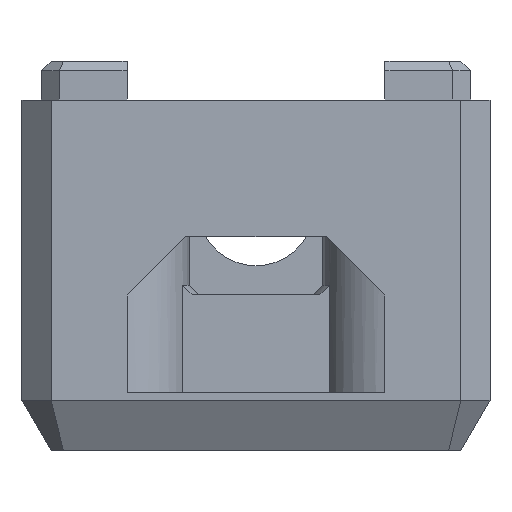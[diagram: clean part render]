
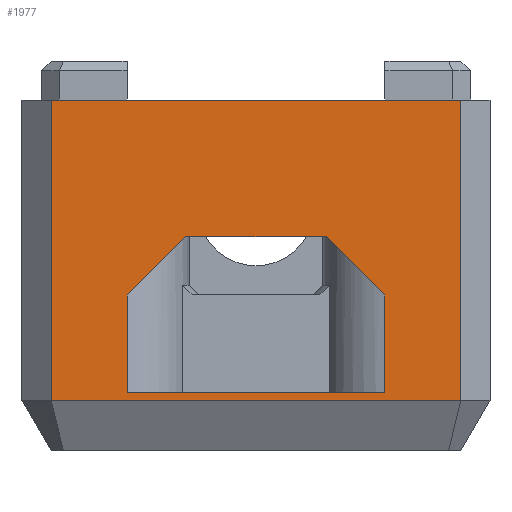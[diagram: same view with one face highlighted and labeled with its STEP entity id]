
A CAD part, front view. The second image highlights one B-rep face of the part: STEP entity #1977.
In plain terms, the highlighted planar face has unit normal (0, -1, 0).
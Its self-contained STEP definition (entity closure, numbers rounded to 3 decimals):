
#30=FACE_BOUND('',#340,.T.);
#121=PLANE('',#2118);
#227=FACE_OUTER_BOUND('',#339,.T.);
#339=EDGE_LOOP('',(#1849,#1850,#1851,#1852));
#340=EDGE_LOOP('',(#1853,#1854,#1855,#1856,#1857,#1858));
#429=LINE('',#2815,#680);
#464=LINE('',#2888,#715);
#468=LINE('',#2895,#719);
#469=LINE('',#2898,#720);
#516=LINE('',#3034,#767);
#517=LINE('',#3037,#768);
#545=LINE('',#3096,#796);
#567=LINE('',#3136,#818);
#592=LINE('',#3188,#843);
#593=LINE('',#3190,#844);
#680=VECTOR('',#2273,10.);
#715=VECTOR('',#2332,10.);
#719=VECTOR('',#2338,10.);
#720=VECTOR('',#2341,10.);
#767=VECTOR('',#2450,10.);
#768=VECTOR('',#2453,10.);
#796=VECTOR('',#2517,10.);
#818=VECTOR('',#2555,10.);
#843=VECTOR('',#2618,10.);
#844=VECTOR('',#2621,10.);
#932=VERTEX_POINT('',#2807);
#934=VERTEX_POINT('',#2813);
#959=VERTEX_POINT('',#2885);
#960=VERTEX_POINT('',#2887);
#962=VERTEX_POINT('',#2893);
#963=VERTEX_POINT('',#2897);
#1007=VERTEX_POINT('',#3032);
#1008=VERTEX_POINT('',#3036);
#1030=VERTEX_POINT('',#3133);
#1031=VERTEX_POINT('',#3135);
#1129=EDGE_CURVE('',#934,#932,#429,.T.);
#1165=EDGE_CURVE('',#959,#960,#464,.T.);
#1169=EDGE_CURVE('',#959,#962,#468,.T.);
#1170=EDGE_CURVE('',#963,#962,#469,.T.);
#1234=EDGE_CURVE('',#1007,#963,#516,.T.);
#1235=EDGE_CURVE('',#1008,#960,#517,.T.);
#1266=EDGE_CURVE('',#1008,#1007,#545,.T.);
#1288=EDGE_CURVE('',#1030,#1031,#567,.T.);
#1313=EDGE_CURVE('',#932,#1030,#592,.T.);
#1314=EDGE_CURVE('',#934,#1031,#593,.T.);
#1849=ORIENTED_EDGE('',*,*,#1129,.F.);
#1850=ORIENTED_EDGE('',*,*,#1314,.T.);
#1851=ORIENTED_EDGE('',*,*,#1288,.F.);
#1852=ORIENTED_EDGE('',*,*,#1313,.F.);
#1853=ORIENTED_EDGE('',*,*,#1234,.F.);
#1854=ORIENTED_EDGE('',*,*,#1266,.F.);
#1855=ORIENTED_EDGE('',*,*,#1235,.T.);
#1856=ORIENTED_EDGE('',*,*,#1165,.F.);
#1857=ORIENTED_EDGE('',*,*,#1169,.T.);
#1858=ORIENTED_EDGE('',*,*,#1170,.F.);
#1977=ADVANCED_FACE('',(#227,#30),#121,.T.);
#2118=AXIS2_PLACEMENT_3D('',#3189,#2619,#2620);
#2273=DIRECTION('',(-1.,0.,0.));
#2332=DIRECTION('',(-0.707,0.,-0.707));
#2338=DIRECTION('',(1.,0.,0.));
#2341=DIRECTION('',(-0.707,0.,0.707));
#2450=DIRECTION('',(0.,0.,1.));
#2453=DIRECTION('',(0.,0.,1.));
#2517=DIRECTION('',(1.,0.,0.));
#2555=DIRECTION('',(1.,0.,0.));
#2618=DIRECTION('',(0.,0.,1.));
#2619=DIRECTION('center_axis',(0.,-1.,0.));
#2620=DIRECTION('ref_axis',(-1.,0.,0.));
#2621=DIRECTION('',(0.,0.,1.));
#2807=CARTESIAN_POINT('',(-10.5,-19.,-0.402));
#2813=CARTESIAN_POINT('',(10.5,-19.,-0.402));
#2815=CARTESIAN_POINT('',(5.25,-19.,-0.402));
#2885=CARTESIAN_POINT('',(-3.613,-19.,8.));
#2887=CARTESIAN_POINT('',(-6.613,-19.,5.));
#2888=CARTESIAN_POINT('',(-2.835,-19.,8.778));
#2893=CARTESIAN_POINT('',(3.613,-19.,8.));
#2895=CARTESIAN_POINT('',(-10.5,-19.,8.));
#2897=CARTESIAN_POINT('',(6.613,-19.,5.));
#2898=CARTESIAN_POINT('',(8.085,-19.,3.528));
#3032=CARTESIAN_POINT('',(6.613,-19.,0.));
#3034=CARTESIAN_POINT('',(6.613,-19.,0.));
#3036=CARTESIAN_POINT('',(-6.613,-19.,0.));
#3037=CARTESIAN_POINT('',(-6.613,-19.,0.));
#3096=CARTESIAN_POINT('',(-10.5,-19.,0.));
#3133=CARTESIAN_POINT('',(-10.5,-19.,15.));
#3135=CARTESIAN_POINT('',(10.5,-19.,15.));
#3136=CARTESIAN_POINT('',(-10.5,-19.,15.));
#3188=CARTESIAN_POINT('',(-10.5,-19.,0.));
#3189=CARTESIAN_POINT('Origin',(10.5,-19.,0.));
#3190=CARTESIAN_POINT('',(10.5,-19.,0.));
